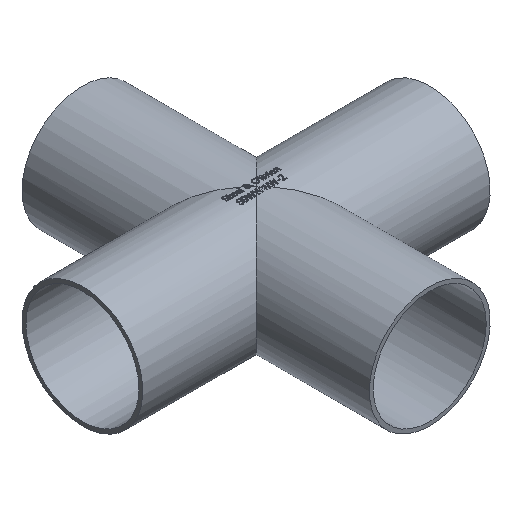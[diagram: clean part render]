
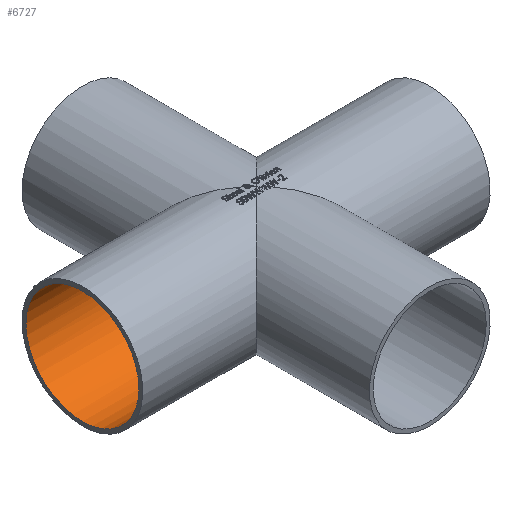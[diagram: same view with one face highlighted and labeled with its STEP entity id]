
A CAD part, isometric view. The second image highlights one B-rep face of the part: STEP entity #6727.
In plain terms, the highlighted cylindrical face has radius 23.749 mm (diameter 47.498 mm), a full revolution.
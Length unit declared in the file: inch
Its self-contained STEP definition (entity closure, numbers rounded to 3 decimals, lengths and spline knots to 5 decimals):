
#48=FACE_BOUND('',#2335,.T.);
#1941=FACE_OUTER_BOUND('',#2334,.T.);
#2334=EDGE_LOOP('',(#6220));
#2335=EDGE_LOOP('',(#6221,#6222));
#2456=CIRCLE('',#7164,0.935);
#2581=ELLIPSE('',#7158,1.32229,0.935);
#2583=ELLIPSE('',#7161,1.32229,0.935);
#3251=VERTEX_POINT('',#14819);
#3252=VERTEX_POINT('',#14820);
#3254=VERTEX_POINT('',#14829);
#4259=EDGE_CURVE('',#3252,#3251,#2581,.T.);
#4261=EDGE_CURVE('',#3251,#3252,#2583,.T.);
#4263=EDGE_CURVE('',#3254,#3254,#2456,.T.);
#6220=ORIENTED_EDGE('',*,*,#4263,.F.);
#6221=ORIENTED_EDGE('',*,*,#4261,.T.);
#6222=ORIENTED_EDGE('',*,*,#4259,.T.);
#6332=CYLINDRICAL_SURFACE('',#7163,0.935);
#6727=ADVANCED_FACE('',(#1941,#48),#6332,.F.);
#7158=AXIS2_PLACEMENT_3D('',#14822,#8452,#8453);
#7161=AXIS2_PLACEMENT_3D('',#14825,#8458,#8459);
#7163=AXIS2_PLACEMENT_3D('',#14828,#8462,#8463);
#7164=AXIS2_PLACEMENT_3D('',#14830,#8464,#8465);
#8452=DIRECTION('center_axis',(0.707,-0.707,0.));
#8453=DIRECTION('ref_axis',(-0.707,-0.707,0.));
#8458=DIRECTION('center_axis',(0.707,0.707,0.));
#8459=DIRECTION('ref_axis',(-0.707,0.707,0.));
#8462=DIRECTION('center_axis',(-1.,0.,0.));
#8463=DIRECTION('ref_axis',(0.,0.,1.));
#8464=DIRECTION('center_axis',(1.,0.,0.));
#8465=DIRECTION('ref_axis',(0.,0.,1.));
#14819=CARTESIAN_POINT('',(0.,0.,-0.935));
#14820=CARTESIAN_POINT('',(0.,0.,0.935));
#14822=CARTESIAN_POINT('Origin',(0.,0.,0.));
#14825=CARTESIAN_POINT('Origin',(0.,0.,0.));
#14828=CARTESIAN_POINT('Origin',(2.875,0.,0.));
#14829=CARTESIAN_POINT('',(-2.875,0.,-0.935));
#14830=CARTESIAN_POINT('Origin',(-2.875,0.,0.));
